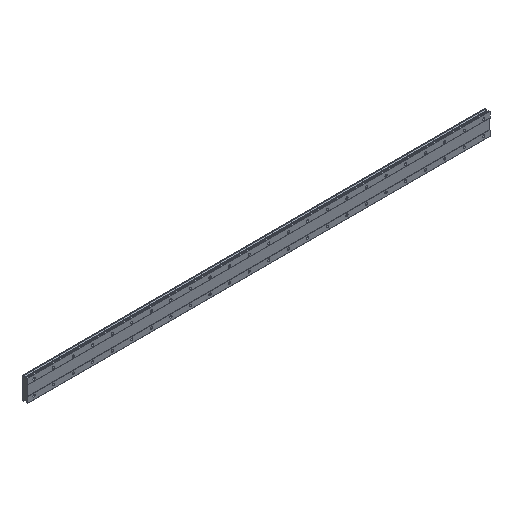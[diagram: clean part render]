
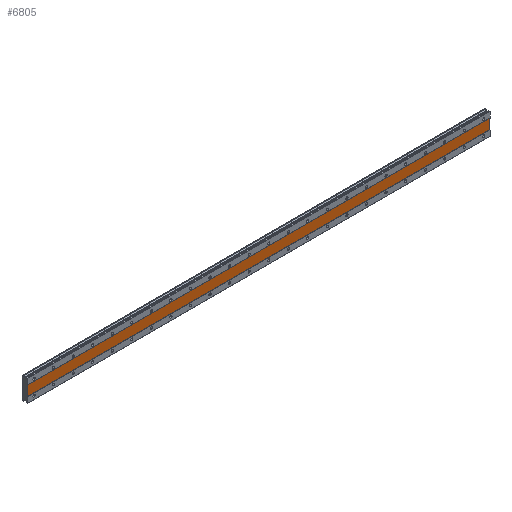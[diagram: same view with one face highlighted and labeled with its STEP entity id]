
A CAD part, isometric view. The second image highlights one B-rep face of the part: STEP entity #6805.
In plain terms, the highlighted planar face has unit normal (0, -1, 0).
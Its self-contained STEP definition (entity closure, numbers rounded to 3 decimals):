
#53 = ORIENTED_EDGE ( 'NONE', *, *, #5271, .F. ) ;
#194 = CARTESIAN_POINT ( 'NONE',  ( -25., 1., 20. ) ) ;
#1026 = DIRECTION ( 'NONE',  ( 1., 0., 0. ) ) ;
#1063 = VERTEX_POINT ( 'NONE', #5558 ) ;
#1255 = EDGE_CURVE ( 'NONE', #6240, #3081, #3767, .T. ) ;
#1326 = CARTESIAN_POINT ( 'NONE',  ( 1865., 1., 20. ) ) ;
#1647 = ORIENTED_EDGE ( 'NONE', *, *, #5608, .F. ) ;
#1676 = DIRECTION ( 'NONE',  ( 0., 1., 0. ) ) ;
#1715 = DIRECTION ( 'NONE',  ( 0., 0., 1. ) ) ;
#1953 = CARTESIAN_POINT ( 'NONE',  ( -25., 1., -20. ) ) ;
#2482 = EDGE_LOOP ( 'NONE', ( #5876, #53, #1647, #5928 ) ) ;
#2494 = LINE ( 'NONE', #4439, #7936 ) ;
#2923 = CARTESIAN_POINT ( 'NONE',  ( 1865., 1., 20. ) ) ;
#3081 = VERTEX_POINT ( 'NONE', #194 ) ;
#3104 = AXIS2_PLACEMENT_3D ( 'NONE', #2923, #1676, #1715 ) ;
#3529 = LINE ( 'NONE', #5563, #6131 ) ;
#3767 = LINE ( 'NONE', #6457, #5757 ) ;
#3786 = DIRECTION ( 'NONE',  ( -1., 0., 0. ) ) ;
#4439 = CARTESIAN_POINT ( 'NONE',  ( 1865., 1., -20. ) ) ;
#5271 = EDGE_CURVE ( 'NONE', #1063, #5303, #7230, .T. ) ;
#5303 = VERTEX_POINT ( 'NONE', #6679 ) ;
#5558 = CARTESIAN_POINT ( 'NONE',  ( 1865., 1., 20. ) ) ;
#5563 = CARTESIAN_POINT ( 'NONE',  ( 1865., 1., 20. ) ) ;
#5608 = EDGE_CURVE ( 'NONE', #3081, #1063, #3529, .T. ) ;
#5757 = VECTOR ( 'NONE', #8453, 1000. ) ;
#5876 = ORIENTED_EDGE ( 'NONE', *, *, #6443, .F. ) ;
#5928 = ORIENTED_EDGE ( 'NONE', *, *, #1255, .F. ) ;
#6131 = VECTOR ( 'NONE', #1026, 1000. ) ;
#6216 = FACE_OUTER_BOUND ( 'NONE', #2482, .T. ) ;
#6240 = VERTEX_POINT ( 'NONE', #1953 ) ;
#6443 = EDGE_CURVE ( 'NONE', #5303, #6240, #2494, .T. ) ;
#6457 = CARTESIAN_POINT ( 'NONE',  ( -25., 1., 20. ) ) ;
#6594 = DIRECTION ( 'NONE',  ( 0., 0., -1. ) ) ;
#6679 = CARTESIAN_POINT ( 'NONE',  ( 1865., 1., -20. ) ) ;
#6805 = ADVANCED_FACE ( 'NONE', ( #6216 ), #6892, .F. ) ;
#6892 = PLANE ( 'NONE',  #3104 ) ;
#7230 = LINE ( 'NONE', #1326, #7639 ) ;
#7639 = VECTOR ( 'NONE', #6594, 1000. ) ;
#7936 = VECTOR ( 'NONE', #3786, 1000. ) ;
#8453 = DIRECTION ( 'NONE',  ( 0., 0., 1. ) ) ;
